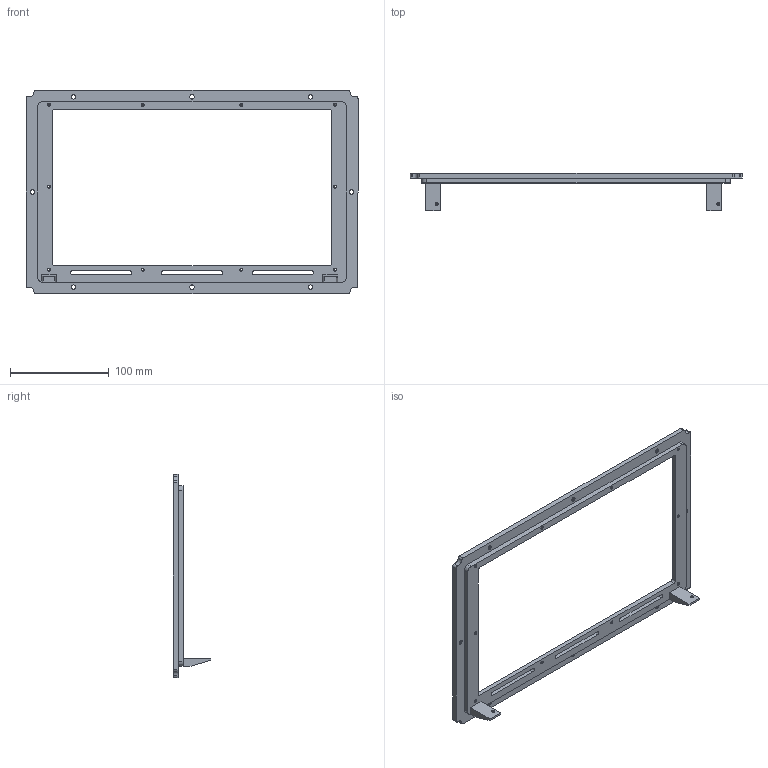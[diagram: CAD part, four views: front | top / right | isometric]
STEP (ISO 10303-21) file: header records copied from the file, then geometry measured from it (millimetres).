
FILE_DESCRIPTION (( 'STEP AP203' ), '1' );
FILE_NAME ('Jupiter屏幕安装板（压铸）.STEP', '2022-09-27T05:40:30', ( '' ), ( '' ), 'SwSTEP 2.0', 'SolidWorks 2016', '' );
FILE_SCHEMA (( 'CONFIG_CONTROL_DESIGN' ));
Length unit declared in the file: millimetre
Products named in the file (1): Jupiter屏幕安装板（压铸）
Bounding box: 336.4 x 38 x 205.74 mm (x, y, z)
Volume: 149276.9 mm3; surface area: 71779.7 mm2
Topology: 1 solids, 1 shells, 199 faces, 522 edges, 321 vertices
Faces by surface type: cylinder 102, plane 49, cone 48
Entity records: 6234 total; most frequent: DIRECTION 1143, CARTESIAN_POINT 1035, ORIENTED_EDGE 1028, EDGE_CURVE 514, AXIS2_PLACEMENT_3D 429, VERTEX_POINT 321, VECTOR 285, LINE 285
